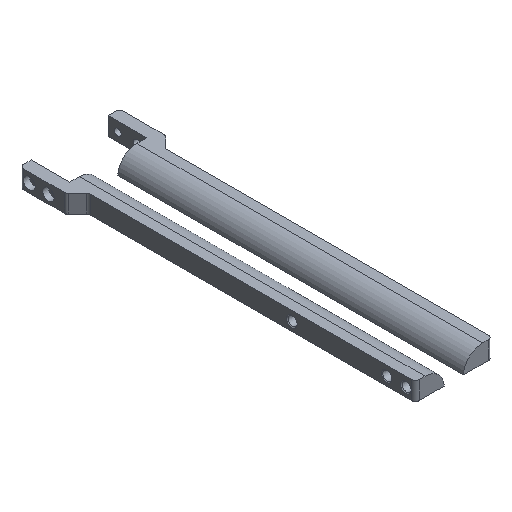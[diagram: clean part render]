
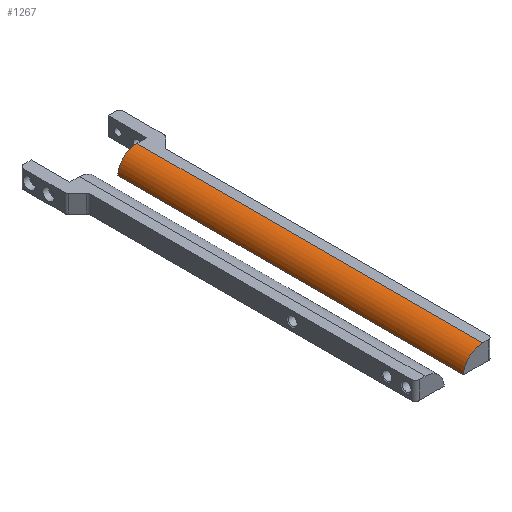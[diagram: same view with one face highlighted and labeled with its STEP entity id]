
A CAD part, isometric view. The second image highlights one B-rep face of the part: STEP entity #1267.
In plain terms, the highlighted cylindrical face has radius 10 mm (diameter 20 mm), a partial arc.
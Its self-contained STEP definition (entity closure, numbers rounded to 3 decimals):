
#24=CYLINDRICAL_SURFACE('',#1389,10.);
#80=CIRCLE('',#1390,10.);
#81=CIRCLE('',#1391,10.);
#161=FACE_OUTER_BOUND('',#247,.T.);
#247=EDGE_LOOP('',(#972,#973,#974,#975,#976,#977));
#313=ELLIPSE('',#1337,14.142,10.);
#314=ELLIPSE('',#1356,14.142,10.);
#323=LINE('',#1913,#437);
#361=LINE('',#2025,#475);
#437=VECTOR('',#1498,10.);
#475=VECTOR('',#1612,10.);
#547=VERTEX_POINT('',#1901);
#548=VERTEX_POINT('',#1903);
#551=VERTEX_POINT('',#1911);
#570=VERTEX_POINT('',#1967);
#586=VERTEX_POINT('',#2022);
#587=VERTEX_POINT('',#2024);
#657=EDGE_CURVE('',#547,#548,#313,.T.);
#662=EDGE_CURVE('',#551,#547,#323,.T.);
#690=EDGE_CURVE('',#570,#551,#314,.T.);
#718=EDGE_CURVE('',#587,#586,#361,.T.);
#732=EDGE_CURVE('',#570,#587,#80,.T.);
#733=EDGE_CURVE('',#586,#548,#81,.T.);
#972=ORIENTED_EDGE('',*,*,#690,.F.);
#973=ORIENTED_EDGE('',*,*,#732,.T.);
#974=ORIENTED_EDGE('',*,*,#718,.T.);
#975=ORIENTED_EDGE('',*,*,#733,.T.);
#976=ORIENTED_EDGE('',*,*,#657,.F.);
#977=ORIENTED_EDGE('',*,*,#662,.F.);
#1267=ADVANCED_FACE('',(#161),#24,.T.);
#1337=AXIS2_PLACEMENT_3D('',#1904,#1490,#1491);
#1356=AXIS2_PLACEMENT_3D('',#1969,#1552,#1553);
#1389=AXIS2_PLACEMENT_3D('',#2051,#1644,#1645);
#1390=AXIS2_PLACEMENT_3D('',#2052,#1646,#1647);
#1391=AXIS2_PLACEMENT_3D('',#2053,#1648,#1649);
#1490=DIRECTION('center_axis',(0.,0.707,-0.707));
#1491=DIRECTION('ref_axis',(0.,0.707,0.707));
#1498=DIRECTION('',(0.,1.,0.));
#1552=DIRECTION('center_axis',(0.,-0.707,-0.707));
#1553=DIRECTION('ref_axis',(0.,-0.707,0.707));
#1612=DIRECTION('',(0.,1.,0.));
#1644=DIRECTION('center_axis',(0.,-1.,0.));
#1645=DIRECTION('ref_axis',(-0.707,0.,0.707));
#1646=DIRECTION('center_axis',(0.,1.,0.));
#1647=DIRECTION('ref_axis',(-0.707,0.,0.707));
#1648=DIRECTION('center_axis',(0.,-1.,0.));
#1649=DIRECTION('ref_axis',(-0.707,0.,0.707));
#1901=CARTESIAN_POINT('',(5.018,0.,0.6));
#1903=CARTESIAN_POINT('',(5.018,0.,0.6));
#1904=CARTESIAN_POINT('Origin',(15.,-0.6,0.));
#1911=CARTESIAN_POINT('',(5.018,-180.,0.6));
#1913=CARTESIAN_POINT('',(5.018,-40.,0.6));
#1967=CARTESIAN_POINT('',(5.018,-180.,0.6));
#1969=CARTESIAN_POINT('Origin',(15.,-179.4,0.));
#2022=CARTESIAN_POINT('',(15.,0.,10.));
#2024=CARTESIAN_POINT('',(15.,-180.,10.));
#2025=CARTESIAN_POINT('',(15.,-40.,10.));
#2051=CARTESIAN_POINT('Origin',(15.,-40.,0.));
#2052=CARTESIAN_POINT('Origin',(15.,-180.,0.));
#2053=CARTESIAN_POINT('Origin',(15.,0.,0.));
